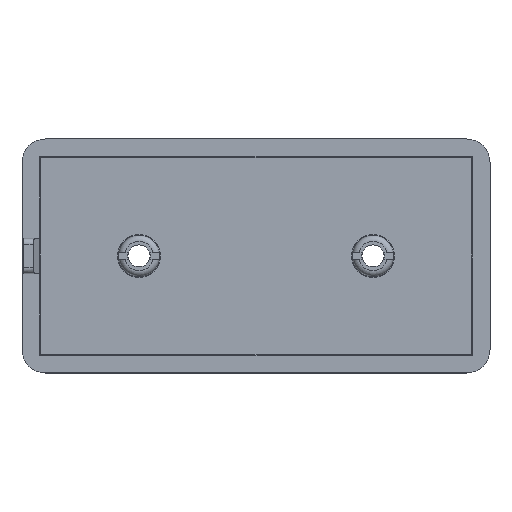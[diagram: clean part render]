
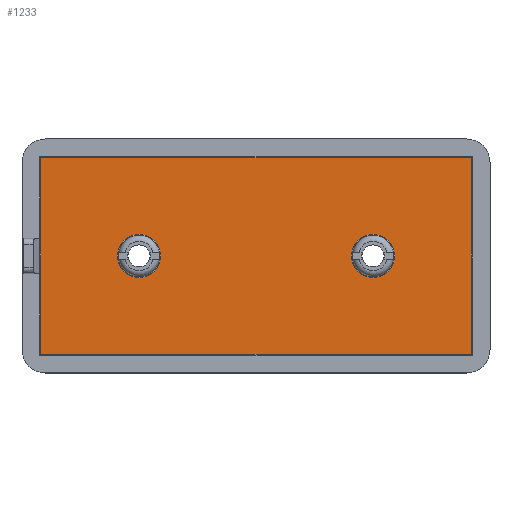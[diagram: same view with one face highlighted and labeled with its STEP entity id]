
A CAD part, top view. The second image highlights one B-rep face of the part: STEP entity #1233.
In plain terms, the highlighted planar face has unit normal (0, 0, 1).
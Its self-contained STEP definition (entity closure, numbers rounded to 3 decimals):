
#62 = CIRCLE ( 'NONE', #1041, 3.7 ) ;
#175 = CIRCLE ( 'NONE', #2191, 3.7 ) ;
#257 = CIRCLE ( 'NONE', #354, 3.7 ) ;
#285 = VECTOR ( 'NONE', #2277, 1000. ) ;
#289 = LINE ( 'NONE', #2290, #285 ) ;
#342 = VERTEX_POINT ( 'NONE', #383 ) ;
#354 = AXIS2_PLACEMENT_3D ( 'NONE', #1862, #1860, #1856 ) ;
#376 = VERTEX_POINT ( 'NONE', #660 ) ;
#383 = CARTESIAN_POINT ( 'NONE',  ( 56.8, 16.8, 3. ) ) ;
#473 = CARTESIAN_POINT ( 'NONE',  ( 40., 0., 3. ) ) ;
#477 = VECTOR ( 'NONE', #740, 1000. ) ;
#508 = LINE ( 'NONE', #2071, #477 ) ;
#559 = EDGE_CURVE ( 'NONE', #376, #342, #289, .T. ) ;
#572 = VERTEX_POINT ( 'NONE', #2233 ) ;
#648 = CARTESIAN_POINT ( 'NONE',  ( -3.7, 0., 3. ) ) ;
#660 = CARTESIAN_POINT ( 'NONE',  ( 56.8, -16.8, 3. ) ) ;
#676 = EDGE_CURVE ( 'NONE', #1309, #1329, #257, .T. ) ;
#677 = DIRECTION ( 'NONE',  ( 1., 0., 0. ) ) ;
#740 = DIRECTION ( 'NONE',  ( 0., -1., 0. ) ) ;
#764 = DIRECTION ( 'NONE',  ( 1., 0., 0. ) ) ;
#767 = EDGE_LOOP ( 'NONE', ( #2254, #2260, #2263, #2268 ) ) ;
#801 = EDGE_CURVE ( 'NONE', #924, #572, #175, .T. ) ;
#847 = EDGE_LOOP ( 'NONE', ( #2243, #2251 ) ) ;
#874 = EDGE_LOOP ( 'NONE', ( #2278, #2280 ) ) ;
#924 = VERTEX_POINT ( 'NONE', #648 ) ;
#981 = DIRECTION ( 'NONE',  ( 0., 0., -1. ) ) ;
#1041 = AXIS2_PLACEMENT_3D ( 'NONE', #1176, #981, #764 ) ;
#1080 = CARTESIAN_POINT ( 'NONE',  ( -16.8, 16.8, 3. ) ) ;
#1088 = EDGE_CURVE ( 'NONE', #2332, #376, #2115, .T. ) ;
#1090 = LINE ( 'NONE', #1893, #1122 ) ;
#1122 = VECTOR ( 'NONE', #1881, 1000. ) ;
#1176 = CARTESIAN_POINT ( 'NONE',  ( 0., 0., 3. ) ) ;
#1233 = ADVANCED_FACE ( 'NONE', ( #1946, #1880, #1855 ), #1546, .T. ) ;
#1309 = VERTEX_POINT ( 'NONE', #2170 ) ;
#1329 = VERTEX_POINT ( 'NONE', #1952 ) ;
#1349 = DIRECTION ( 'NONE',  ( 1., 0., 0. ) ) ;
#1354 = DIRECTION ( 'NONE',  ( 0., 0., -1. ) ) ;
#1359 = CARTESIAN_POINT ( 'NONE',  ( 0., 0., 3. ) ) ;
#1371 = DIRECTION ( 'NONE',  ( 1., 0., 0. ) ) ;
#1385 = CARTESIAN_POINT ( 'NONE',  ( -17., -17., 3. ) ) ;
#1405 = DIRECTION ( 'NONE',  ( 0., 0., 1. ) ) ;
#1546 = PLANE ( 'NONE',  #1596 ) ;
#1577 = CARTESIAN_POINT ( 'NONE',  ( -17., -16.8, 3. ) ) ;
#1589 = EDGE_CURVE ( 'NONE', #342, #2376, #1090, .T. ) ;
#1596 = AXIS2_PLACEMENT_3D ( 'NONE', #1385, #1405, #1371 ) ;
#1730 = DIRECTION ( 'NONE',  ( 1., 0., 0. ) ) ;
#1836 = DIRECTION ( 'NONE',  ( 0., 0., -1. ) ) ;
#1855 = FACE_BOUND ( 'NONE', #874, .T. ) ;
#1856 = DIRECTION ( 'NONE',  ( 1., 0., 0. ) ) ;
#1860 = DIRECTION ( 'NONE',  ( 0., 0., -1. ) ) ;
#1862 = CARTESIAN_POINT ( 'NONE',  ( 40., 0., 3. ) ) ;
#1869 = CIRCLE ( 'NONE', #2279, 3.7 ) ;
#1880 = FACE_OUTER_BOUND ( 'NONE', #767, .T. ) ;
#1881 = DIRECTION ( 'NONE',  ( -1., 0., 0. ) ) ;
#1893 = CARTESIAN_POINT ( 'NONE',  ( -17., 16.8, 3. ) ) ;
#1946 = FACE_BOUND ( 'NONE', #847, .T. ) ;
#1952 = CARTESIAN_POINT ( 'NONE',  ( 36.3, 0., 3. ) ) ;
#2001 = EDGE_CURVE ( 'NONE', #2376, #2332, #508, .T. ) ;
#2071 = CARTESIAN_POINT ( 'NONE',  ( -16.8, -17., 3. ) ) ;
#2115 = LINE ( 'NONE', #1577, #2137 ) ;
#2137 = VECTOR ( 'NONE', #1730, 1000. ) ;
#2170 = CARTESIAN_POINT ( 'NONE',  ( 43.7, 0., 3. ) ) ;
#2191 = AXIS2_PLACEMENT_3D ( 'NONE', #1359, #1354, #1349 ) ;
#2233 = CARTESIAN_POINT ( 'NONE',  ( 3.7, 0., 3. ) ) ;
#2243 = ORIENTED_EDGE ( 'NONE', *, *, #676, .T. ) ;
#2251 = ORIENTED_EDGE ( 'NONE', *, *, #2393, .T. ) ;
#2254 = ORIENTED_EDGE ( 'NONE', *, *, #559, .T. ) ;
#2260 = ORIENTED_EDGE ( 'NONE', *, *, #1589, .T. ) ;
#2263 = ORIENTED_EDGE ( 'NONE', *, *, #2001, .T. ) ;
#2268 = ORIENTED_EDGE ( 'NONE', *, *, #1088, .T. ) ;
#2277 = DIRECTION ( 'NONE',  ( 0., 1., 0. ) ) ;
#2278 = ORIENTED_EDGE ( 'NONE', *, *, #2305, .T. ) ;
#2279 = AXIS2_PLACEMENT_3D ( 'NONE', #473, #1836, #677 ) ;
#2280 = ORIENTED_EDGE ( 'NONE', *, *, #801, .T. ) ;
#2290 = CARTESIAN_POINT ( 'NONE',  ( 56.8, -17., 3. ) ) ;
#2305 = EDGE_CURVE ( 'NONE', #572, #924, #62, .T. ) ;
#2332 = VERTEX_POINT ( 'NONE', #2385 ) ;
#2376 = VERTEX_POINT ( 'NONE', #1080 ) ;
#2385 = CARTESIAN_POINT ( 'NONE',  ( -16.8, -16.8, 3. ) ) ;
#2393 = EDGE_CURVE ( 'NONE', #1329, #1309, #1869, .T. ) ;
